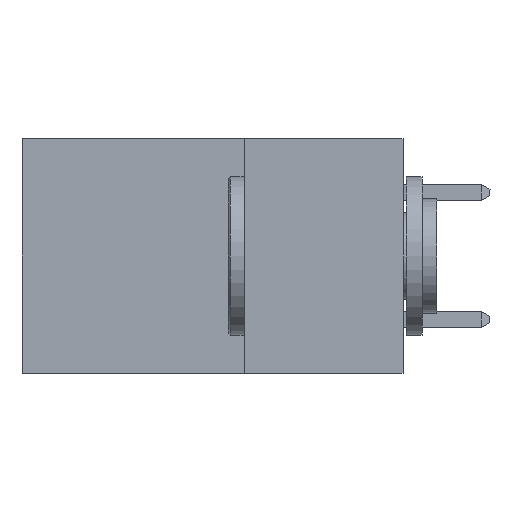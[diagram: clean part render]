
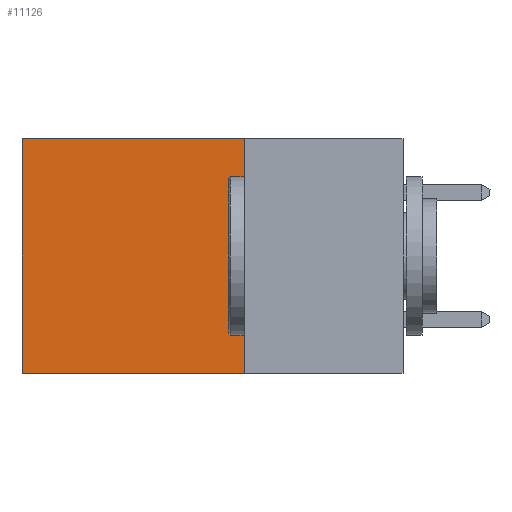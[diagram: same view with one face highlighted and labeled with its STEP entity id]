
A CAD part, left-side view. The second image highlights one B-rep face of the part: STEP entity #11126.
In plain terms, the highlighted planar face has unit normal (-1, 0, 0).
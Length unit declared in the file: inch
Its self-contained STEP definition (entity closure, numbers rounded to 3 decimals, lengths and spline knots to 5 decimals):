
#551 = ORIENTED_EDGE ( 'NONE', *, *, #10654, .T. ) ;
#1278 = EDGE_CURVE ( 'NONE', #1824, #6405, #7896, .T. ) ;
#1550 = VERTEX_POINT ( 'NONE', #10343 ) ;
#1684 = DIRECTION ( 'NONE',  ( 1., 0., 0. ) ) ;
#1824 = VERTEX_POINT ( 'NONE', #4458 ) ;
#2545 = CARTESIAN_POINT ( 'NONE',  ( 0.2875, 0.25, 0. ) ) ;
#2870 = CARTESIAN_POINT ( 'NONE',  ( 0.2875, 0.6, 0. ) ) ;
#3397 = CARTESIAN_POINT ( 'NONE',  ( 0.2875, 0.25, -0.37 ) ) ;
#3866 = CARTESIAN_POINT ( 'NONE',  ( 0.2875, 0.25, 0. ) ) ;
#4155 = ORIENTED_EDGE ( 'NONE', *, *, #7458, .F. ) ;
#4306 = VECTOR ( 'NONE', #10842, 39.37008 ) ;
#4458 = CARTESIAN_POINT ( 'NONE',  ( 0.2875, 0.25, -0.37 ) ) ;
#4582 = LINE ( 'NONE', #3866, #4306 ) ;
#4648 = LINE ( 'NONE', #2545, #11313 ) ;
#4922 = DIRECTION ( 'NONE',  ( 0., 1., 0. ) ) ;
#6405 = VERTEX_POINT ( 'NONE', #7912 ) ;
#7175 = CARTESIAN_POINT ( 'NONE',  ( 0.2875, 0.25, 0. ) ) ;
#7183 = LINE ( 'NONE', #2870, #9188 ) ;
#7458 = EDGE_CURVE ( 'NONE', #10560, #1824, #4648, .T. ) ;
#7896 = LINE ( 'NONE', #3397, #10179 ) ;
#7912 = CARTESIAN_POINT ( 'NONE',  ( 0.2875, 0.6, -0.37 ) ) ;
#8040 = DIRECTION ( 'NONE',  ( 0., 0., -1. ) ) ;
#8157 = CARTESIAN_POINT ( 'NONE',  ( 0.2875, 0.25, 0. ) ) ;
#8275 = DIRECTION ( 'NONE',  ( 0., 0., -1. ) ) ;
#8345 = EDGE_CURVE ( 'NONE', #1550, #6405, #7183, .T. ) ;
#8572 = AXIS2_PLACEMENT_3D ( 'NONE', #7175, #1684, #8040 ) ;
#8995 = FACE_OUTER_BOUND ( 'NONE', #10064, .T. ) ;
#9188 = VECTOR ( 'NONE', #8275, 39.37008 ) ;
#9748 = PLANE ( 'NONE',  #8572 ) ;
#10064 = EDGE_LOOP ( 'NONE', ( #11387, #11423, #4155, #551 ) ) ;
#10179 = VECTOR ( 'NONE', #4922, 39.37008 ) ;
#10343 = CARTESIAN_POINT ( 'NONE',  ( 0.2875, 0.6, 0. ) ) ;
#10560 = VERTEX_POINT ( 'NONE', #8157 ) ;
#10654 = EDGE_CURVE ( 'NONE', #10560, #1550, #4582, .T. ) ;
#10842 = DIRECTION ( 'NONE',  ( 0., 1., 0. ) ) ;
#11126 = ADVANCED_FACE ( 'NONE', ( #8995 ), #9748, .F. ) ;
#11313 = VECTOR ( 'NONE', #11372, 39.37008 ) ;
#11372 = DIRECTION ( 'NONE',  ( 0., 0., -1. ) ) ;
#11387 = ORIENTED_EDGE ( 'NONE', *, *, #8345, .T. ) ;
#11423 = ORIENTED_EDGE ( 'NONE', *, *, #1278, .F. ) ;
